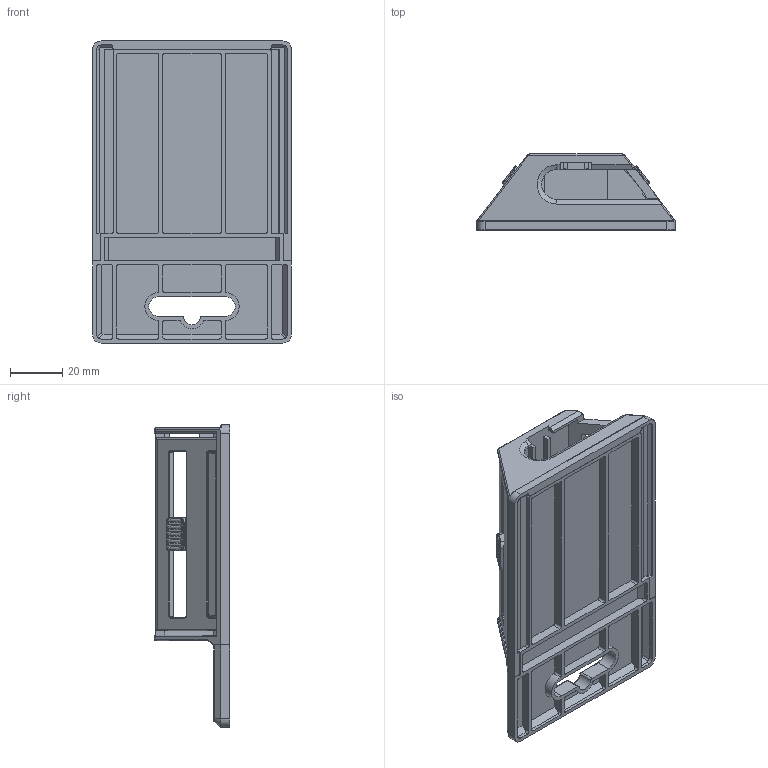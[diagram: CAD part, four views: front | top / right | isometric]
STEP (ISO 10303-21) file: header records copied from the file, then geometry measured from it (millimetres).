
FILE_DESCRIPTION(/* description */ ('','CAx-IF Rec.Pracs.---Representation and Presentation of Product Manufacturing Information (PMI)---4.0---2014-10-13'),/* implementation_level */ '2;1');
FILE_NAME(/* name */ 'dispenser 2 v8.step',/* time_stamp */ '2025-02-06T16:55:45-05:00',/* author */ (''),/* organization */ (''),/* preprocessor_version */ 'ST-DEVELOPER v20',/* originating_system */ 'Autodesk Translation Framework v13.20.0.188',/* authorisation */ '');
FILE_SCHEMA (('AP242_MANAGED_MODEL_BASED_3D_ENGINEERING_MIM_LF { 1 0 10303 442 1 1 4 }'));
Length unit declared in the file: inch
Products named in the file (1): dispenser 2
Bounding box: 75.82 x 28.96 x 115.44 mm (x, y, z)
Volume: 49520.7 mm3; surface area: 48010.3 mm2
Topology: 3 solids, 3 shells, 569 faces, 1517 edges, 950 vertices
Faces by surface type: plane 273, cylinder 210, bspline 54, torus 27, cone 5
Entity records: 19813 total; most frequent: CARTESIAN_POINT 5658, ORIENTED_EDGE 3018, DIRECTION 2893, EDGE_CURVE 1509, AXIS2_PLACEMENT_3D 968, LINE 957, VECTOR 957, VERTEX_POINT 950
